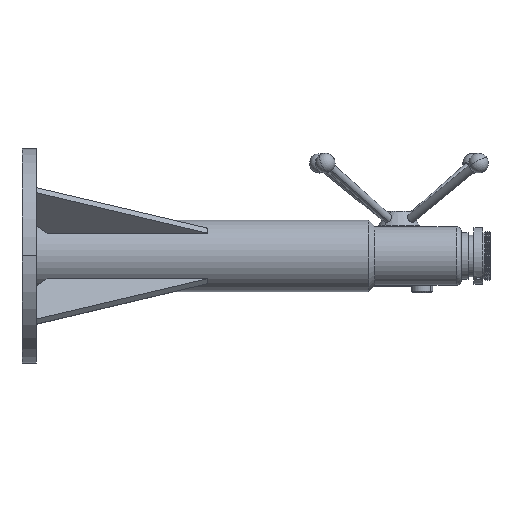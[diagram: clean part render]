
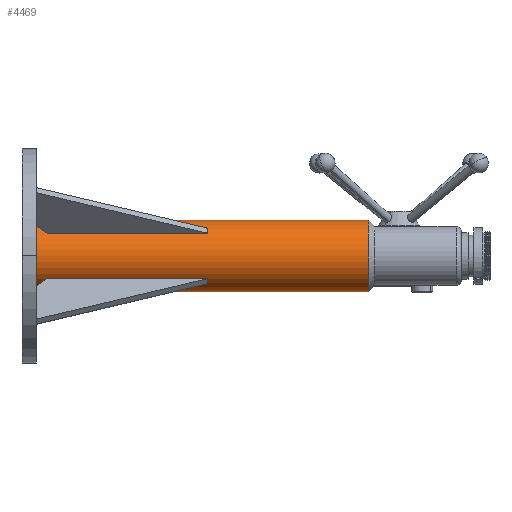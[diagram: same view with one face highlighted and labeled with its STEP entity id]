
A CAD part, top view. The second image highlights one B-rep face of the part: STEP entity #4469.
In plain terms, the highlighted cylindrical face has radius 63.5 mm (diameter 127 mm), a partial arc.
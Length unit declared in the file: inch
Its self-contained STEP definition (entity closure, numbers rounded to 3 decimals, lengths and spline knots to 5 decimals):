
#72 = CARTESIAN_POINT ( 'NONE',  ( 1., 2.5, 0. ) ) ;
#271 = CIRCLE ( 'NONE', #3491, 2.5 ) ;
#435 = EDGE_LOOP ( 'NONE', ( #2486, #2454, #6028, #5918 ) ) ;
#1136 = LINE ( 'NONE', #1629, #2844 ) ;
#1219 = CYLINDRICAL_SURFACE ( 'NONE', #2471, 2.5 ) ;
#1629 = CARTESIAN_POINT ( 'NONE',  ( 0.25, -2.5, 0. ) ) ;
#1638 = FACE_OUTER_BOUND ( 'NONE', #435, .T. ) ;
#2241 = CARTESIAN_POINT ( 'NONE',  ( 24.25, -2.5, 0. ) ) ;
#2250 = EDGE_CURVE ( 'Defeatured_3_45+Defeatured_3_46+Defeatured_3_46+Defeatured_3_46', #3428, #2814, #271, .T. ) ;
#2260 = EDGE_CURVE ( 'NONE', #6344, #2814, #5596, .T. ) ;
#2289 = CARTESIAN_POINT ( 'NONE',  ( 1., -2.5, 0. ) ) ;
#2454 = ORIENTED_EDGE ( 'NONE', *, *, #2901, .T. ) ;
#2471 = AXIS2_PLACEMENT_3D ( 'NONE', #2865, #5355, #4457 ) ;
#2486 = ORIENTED_EDGE ( 'NONE', *, *, #2260, .F. ) ;
#2599 = VECTOR ( 'NONE', #4585, 39.37008 ) ;
#2814 = VERTEX_POINT ( 'NONE', #3265 ) ;
#2844 = VECTOR ( 'NONE', #3266, 39.37008 ) ;
#2852 = DIRECTION ( 'NONE',  ( 0., 0., -1. ) ) ;
#2865 = CARTESIAN_POINT ( 'NONE',  ( 0.25, 0., 0. ) ) ;
#2901 = EDGE_CURVE ( 'Defeatured_3_45+Defeatured_3_23+Defeatured_3_23+Defeatured_3_23', #6344, #6339, #6670, .T. ) ;
#2920 = DIRECTION ( 'NONE',  ( -1., 0., 0. ) ) ;
#3265 = CARTESIAN_POINT ( 'NONE',  ( 24.25, 2.5, 0. ) ) ;
#3266 = DIRECTION ( 'NONE',  ( 1., 0., 0. ) ) ;
#3428 = VERTEX_POINT ( 'NONE', #2241 ) ;
#3491 = AXIS2_PLACEMENT_3D ( 'NONE', #3993, #2920, #6671 ) ;
#3993 = CARTESIAN_POINT ( 'NONE',  ( 24.25, 0., 0. ) ) ;
#4029 = CARTESIAN_POINT ( 'NONE',  ( 0.25, 2.5, 0. ) ) ;
#4453 = AXIS2_PLACEMENT_3D ( 'NONE', #6111, #5551, #2852 ) ;
#4457 = DIRECTION ( 'NONE',  ( 0., -1., 0. ) ) ;
#4469 = ADVANCED_FACE ( 'Defeatured_3_45', ( #1638 ), #1219, .T. ) ;
#4585 = DIRECTION ( 'NONE',  ( 1., 0., 0. ) ) ;
#5355 = DIRECTION ( 'NONE',  ( 1., 0., 0. ) ) ;
#5551 = DIRECTION ( 'NONE',  ( 1., 0., 0. ) ) ;
#5596 = LINE ( 'NONE', #4029, #2599 ) ;
#5918 = ORIENTED_EDGE ( 'NONE', *, *, #2250, .T. ) ;
#6028 = ORIENTED_EDGE ( 'NONE', *, *, #6372, .T. ) ;
#6111 = CARTESIAN_POINT ( 'NONE',  ( 1., 0., 0. ) ) ;
#6339 = VERTEX_POINT ( 'NONE', #2289 ) ;
#6344 = VERTEX_POINT ( 'NONE', #72 ) ;
#6372 = EDGE_CURVE ( 'NONE', #6339, #3428, #1136, .T. ) ;
#6670 = CIRCLE ( 'NONE', #4453, 2.5 ) ;
#6671 = DIRECTION ( 'NONE',  ( 0., 1., 0. ) ) ;
